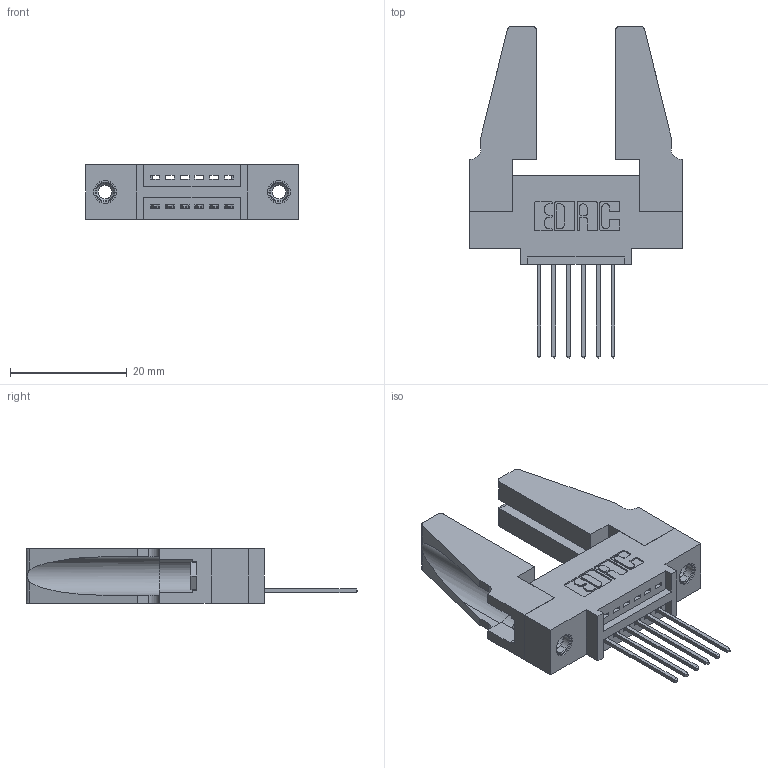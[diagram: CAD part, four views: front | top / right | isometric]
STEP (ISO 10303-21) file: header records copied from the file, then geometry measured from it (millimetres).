
FILE_DESCRIPTION (( 'STEP AP203' ), '1' );
FILE_NAME ('395-006-542-488.STEP', '2019-10-15T16:12:08', ( '' ), ( '' ), 'SwSTEP 2.0', 'SolidWorks 2016', '' );
FILE_SCHEMA (( 'CONFIG_CONTROL_DESIGN' ));
Length unit declared in the file: inch
Products named in the file (5): 345 Part_0.110 Offset - 0.156 Dia-TH; 395-006-542-488; 345-220-078_345-220-088; 345-250-001_345-250-001-102; 345-292-001_345-293-142
Assembly tree (11 placements, depth 2):
  395-006-542-488
    345 Part_0.110 Offset - 0.156 Dia-TH
    345-292-001_345-293-142  x6
    345-250-001_345-250-001-102  x2
    345-220-078_345-220-088  x2
Bounding box: 36.47 x 56.95 x 9.4 mm (x, y, z)
Volume: 6362 mm3; surface area: 6938.5 mm2
Topology: 11 solids, 11 shells, 602 faces, 1723 edges, 1130 vertices
Faces by surface type: plane 396, cylinder 190, cone 12, torus 4
Entity records: 11660 total; most frequent: CARTESIAN_POINT 2012, ORIENTED_EDGE 1912, DIRECTION 1816, EDGE_CURVE 956, LINE 758, VECTOR 758, VERTEX_POINT 630, AXIS2_PLACEMENT_3D 529
